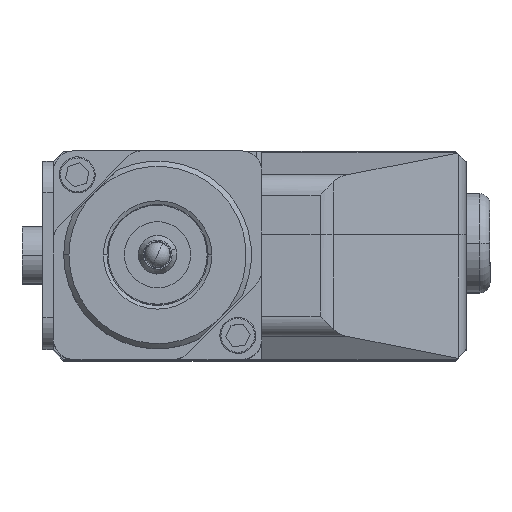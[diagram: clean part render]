
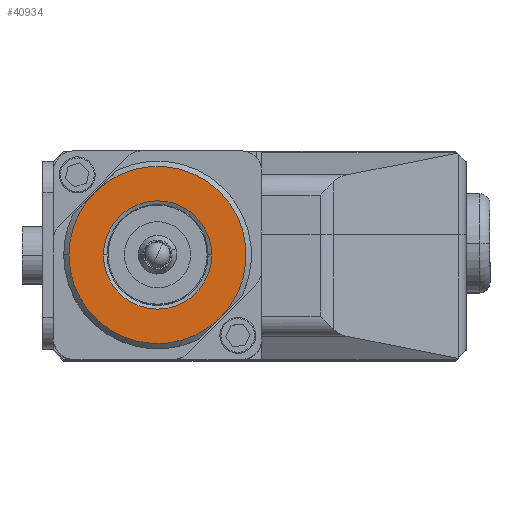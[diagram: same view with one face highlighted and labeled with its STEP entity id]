
A CAD part, top view. The second image highlights one B-rep face of the part: STEP entity #40934.
In plain terms, the highlighted planar face has unit normal (0, 0, 1).
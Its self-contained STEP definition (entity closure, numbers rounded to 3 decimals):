
#902 = CIRCLE ( 'NONE', #32220, 8.5 ) ;
#2507 = CIRCLE ( 'NONE', #27992, 5.196 ) ;
#4633 = ORIENTED_EDGE ( 'NONE', *, *, #27579, .T. ) ;
#5202 = EDGE_CURVE ( 'NONE', #23778, #16029, #902, .T. ) ;
#6303 = DIRECTION ( 'NONE',  ( 1., 0., 0. ) ) ;
#6738 = CARTESIAN_POINT ( 'NONE',  ( 10., 10., 17. ) ) ;
#7181 = FACE_OUTER_BOUND ( 'NONE', #20125, .T. ) ;
#8722 = ORIENTED_EDGE ( 'NONE', *, *, #41016, .T. ) ;
#10599 = DIRECTION ( 'NONE',  ( 1., 0., 0. ) ) ;
#11133 = CARTESIAN_POINT ( 'NONE',  ( 15.196, 10., 17. ) ) ;
#12343 = AXIS2_PLACEMENT_3D ( 'NONE', #6738, #20653, #10599 ) ;
#14076 = CARTESIAN_POINT ( 'NONE',  ( 10., 10., 17. ) ) ;
#14085 = DIRECTION ( 'NONE',  ( 1., 0., 0. ) ) ;
#14770 = ORIENTED_EDGE ( 'NONE', *, *, #19130, .T. ) ;
#16029 = VERTEX_POINT ( 'NONE', #38926 ) ;
#16096 = AXIS2_PLACEMENT_3D ( 'NONE', #33432, #40730, #6303 ) ;
#16642 = CARTESIAN_POINT ( 'NONE',  ( 16.01, 3.99, 17. ) ) ;
#17511 = DIRECTION ( 'NONE',  ( 0., 0., -1. ) ) ;
#19130 = EDGE_CURVE ( 'NONE', #37293, #27309, #2507, .T. ) ;
#19857 = EDGE_LOOP ( 'NONE', ( #14770, #8722 ) ) ;
#19978 = EDGE_CURVE ( 'NONE', #22862, #23778, #35741, .T. ) ;
#20125 = EDGE_LOOP ( 'NONE', ( #4633, #32713, #37452 ) ) ;
#20259 = DIRECTION ( 'NONE',  ( 1., 0., 0. ) ) ;
#20653 = DIRECTION ( 'NONE',  ( 0., 0., -1. ) ) ;
#20871 = PLANE ( 'NONE',  #30551 ) ;
#22862 = VERTEX_POINT ( 'NONE', #36196 ) ;
#23778 = VERTEX_POINT ( 'NONE', #16642 ) ;
#23883 = DIRECTION ( 'NONE',  ( 0., 0., 1. ) ) ;
#24107 = DIRECTION ( 'NONE',  ( 0., 0., 1. ) ) ;
#27309 = VERTEX_POINT ( 'NONE', #38337 ) ;
#27579 = EDGE_CURVE ( 'NONE', #16029, #22862, #34566, .T. ) ;
#27992 = AXIS2_PLACEMENT_3D ( 'NONE', #38254, #17511, #14085 ) ;
#29826 = CIRCLE ( 'NONE', #12343, 5.196 ) ;
#30551 = AXIS2_PLACEMENT_3D ( 'NONE', #41630, #35006, #41858 ) ;
#31606 = CARTESIAN_POINT ( 'NONE',  ( 10., 10., 17. ) ) ;
#32220 = AXIS2_PLACEMENT_3D ( 'NONE', #14076, #24107, #20259 ) ;
#32713 = ORIENTED_EDGE ( 'NONE', *, *, #19978, .T. ) ;
#33432 = CARTESIAN_POINT ( 'NONE',  ( 10., 10., 17. ) ) ;
#34566 = CIRCLE ( 'NONE', #36031, 8.5 ) ;
#34784 = FACE_BOUND ( 'NONE', #19857, .T. ) ;
#35006 = DIRECTION ( 'NONE',  ( 0., 0., 1. ) ) ;
#35741 = CIRCLE ( 'NONE', #16096, 8.5 ) ;
#36031 = AXIS2_PLACEMENT_3D ( 'NONE', #31606, #23883, #45079 ) ;
#36196 = CARTESIAN_POINT ( 'NONE',  ( 1.5, 10., 17. ) ) ;
#37293 = VERTEX_POINT ( 'NONE', #11133 ) ;
#37452 = ORIENTED_EDGE ( 'NONE', *, *, #5202, .T. ) ;
#38254 = CARTESIAN_POINT ( 'NONE',  ( 10., 10., 17. ) ) ;
#38337 = CARTESIAN_POINT ( 'NONE',  ( 4.804, 10., 17. ) ) ;
#38926 = CARTESIAN_POINT ( 'NONE',  ( 3.99, 16.01, 17. ) ) ;
#40730 = DIRECTION ( 'NONE',  ( 0., 0., 1. ) ) ;
#40934 = ADVANCED_FACE ( 'NONE', ( #7181, #34784 ), #20871, .T. ) ;
#41016 = EDGE_CURVE ( 'NONE', #27309, #37293, #29826, .T. ) ;
#41630 = CARTESIAN_POINT ( 'NONE',  ( 10., 10., 17. ) ) ;
#41858 = DIRECTION ( 'NONE',  ( 1., 0., 0. ) ) ;
#45079 = DIRECTION ( 'NONE',  ( 1., 0., 0. ) ) ;
